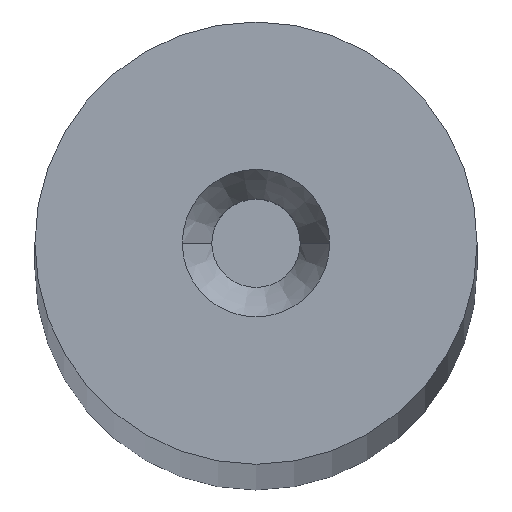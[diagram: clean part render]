
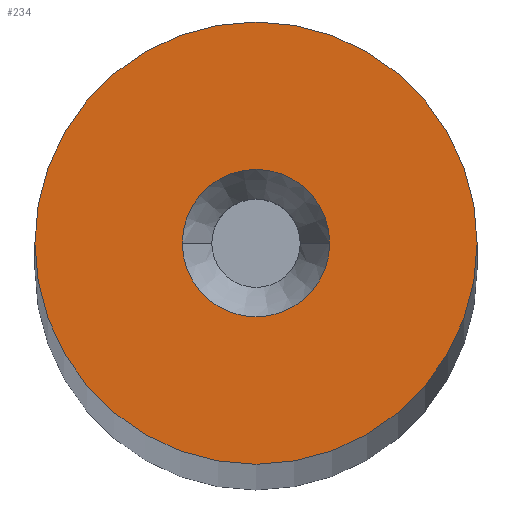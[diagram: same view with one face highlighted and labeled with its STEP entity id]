
A CAD part, top view. The second image highlights one B-rep face of the part: STEP entity #234.
In plain terms, the highlighted planar face has unit normal (0, 0, 1).
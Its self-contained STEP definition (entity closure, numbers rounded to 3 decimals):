
#2 = CARTESIAN_POINT ( 'NONE',  ( 0., 0., 500. ) ) ;
#11 = EDGE_CURVE ( 'NONE', #123, #301, #134, .T. ) ;
#23 = DIRECTION ( 'NONE',  ( 1., 0., 0. ) ) ;
#36 = DIRECTION ( 'NONE',  ( 0., 0., 1. ) ) ;
#37 = EDGE_CURVE ( 'NONE', #119, #110, #339, .T. ) ;
#38 = FACE_BOUND ( 'NONE', #208, .T. ) ;
#62 = EDGE_CURVE ( 'NONE', #301, #123, #222, .T. ) ;
#71 = PLANE ( 'NONE',  #289 ) ;
#76 = CARTESIAN_POINT ( 'NONE',  ( 0., 0., 500. ) ) ;
#79 = CARTESIAN_POINT ( 'NONE',  ( 0., 0., 500. ) ) ;
#92 = CARTESIAN_POINT ( 'NONE',  ( 5., 0., 500. ) ) ;
#99 = DIRECTION ( 'NONE',  ( 0., 0., -1. ) ) ;
#102 = CARTESIAN_POINT ( 'NONE',  ( 15., 0., 500. ) ) ;
#110 = VERTEX_POINT ( 'NONE', #365 ) ;
#116 = EDGE_LOOP ( 'NONE', ( #293, #155 ) ) ;
#119 = VERTEX_POINT ( 'NONE', #102 ) ;
#123 = VERTEX_POINT ( 'NONE', #92 ) ;
#134 = CIRCLE ( 'NONE', #253, 5. ) ;
#141 = CIRCLE ( 'NONE', #243, 15. ) ;
#155 = ORIENTED_EDGE ( 'NONE', *, *, #228, .T. ) ;
#173 = AXIS2_PLACEMENT_3D ( 'NONE', #197, #36, #227 ) ;
#181 = CARTESIAN_POINT ( 'NONE',  ( -5., 0., 500. ) ) ;
#197 = CARTESIAN_POINT ( 'NONE',  ( 0., 0., 500. ) ) ;
#198 = DIRECTION ( 'NONE',  ( 1., 0., 0. ) ) ;
#202 = DIRECTION ( 'NONE',  ( 0., 0., 1. ) ) ;
#208 = EDGE_LOOP ( 'NONE', ( #237, #297 ) ) ;
#222 = CIRCLE ( 'NONE', #283, 5. ) ;
#227 = DIRECTION ( 'NONE',  ( 1., 0., 0. ) ) ;
#228 = EDGE_CURVE ( 'NONE', #110, #119, #141, .T. ) ;
#234 = ADVANCED_FACE ( 'NONE', ( #38, #349 ), #71, .T. ) ;
#237 = ORIENTED_EDGE ( 'NONE', *, *, #11, .T. ) ;
#243 = AXIS2_PLACEMENT_3D ( 'NONE', #76, #325, #318 ) ;
#253 = AXIS2_PLACEMENT_3D ( 'NONE', #79, #99, #198 ) ;
#267 = CARTESIAN_POINT ( 'NONE',  ( 0., 0., 500. ) ) ;
#277 = DIRECTION ( 'NONE',  ( 0., 0., -1. ) ) ;
#283 = AXIS2_PLACEMENT_3D ( 'NONE', #2, #277, #23 ) ;
#289 = AXIS2_PLACEMENT_3D ( 'NONE', #267, #202, #383 ) ;
#293 = ORIENTED_EDGE ( 'NONE', *, *, #37, .T. ) ;
#297 = ORIENTED_EDGE ( 'NONE', *, *, #62, .T. ) ;
#301 = VERTEX_POINT ( 'NONE', #181 ) ;
#318 = DIRECTION ( 'NONE',  ( 1., 0., 0. ) ) ;
#325 = DIRECTION ( 'NONE',  ( 0., 0., 1. ) ) ;
#339 = CIRCLE ( 'NONE', #173, 15. ) ;
#349 = FACE_OUTER_BOUND ( 'NONE', #116, .T. ) ;
#365 = CARTESIAN_POINT ( 'NONE',  ( -15., 0., 500. ) ) ;
#383 = DIRECTION ( 'NONE',  ( 1., 0., 0. ) ) ;
